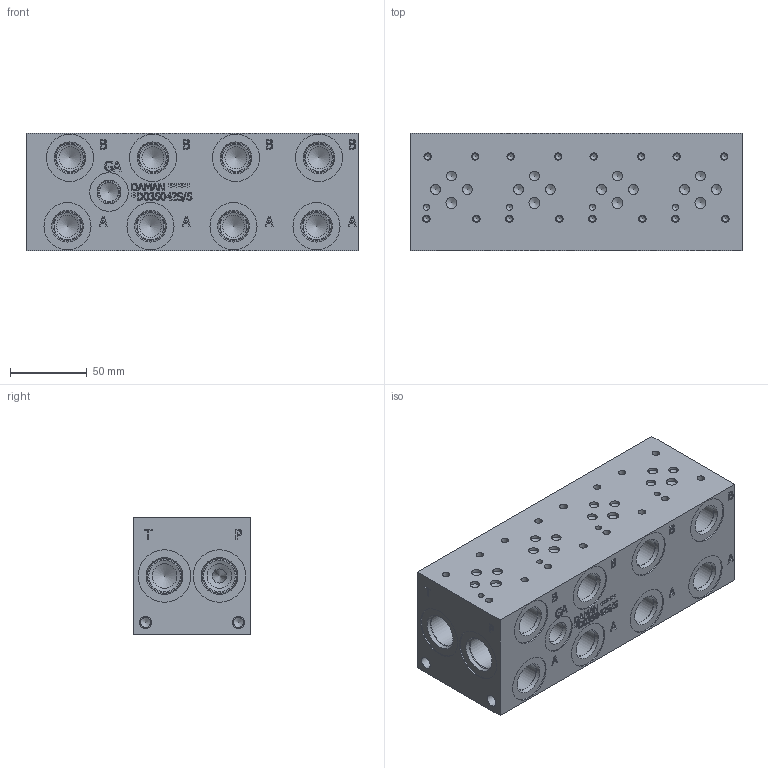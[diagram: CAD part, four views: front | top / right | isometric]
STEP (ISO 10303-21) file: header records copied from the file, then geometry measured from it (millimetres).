
FILE_DESCRIPTION(/* description */ (''),/* implementation_level */ '2;1');
FILE_NAME(/* name */ '_D03S042S_S.stp',/* time_stamp */ '2020-04-15T09:24:22-04:00',/* author */ ('alexanderw'),/* organization */ (''),/* preprocessor_version */ 'ST-DEVELOPER v17',/* originating_system */ 'Autodesk Inventor 2019',/* authorisation */ '');
FILE_SCHEMA (('AUTOMOTIVE_DESIGN { 1 0 10303 214 3 1 1 }'));
Length unit declared in the file: millimetre
Products named in the file (1): Part_AD03S042S~S_3D
Bounding box: 215.9 x 76.2 x 76.2 mm (x, y, z)
Volume: 1135080.4 mm3; surface area: 106694.6 mm2
Topology: 1 solids, 1 shells, 872 faces, 2380 edges, 1615 vertices
Faces by surface type: plane 436, bspline 204, cylinder 134, cone 98
Full cylindrical faces by diameter (mm): 3.785 x16, 3.962 x4, 4.826 x16, 6.35 x12, 6.528 x4, 7.137 x4, 7.925 x4, 12.294 x1, 12.9 x1, 13.487 x1, 14.275 x1, 14.3 x8, 14.529 x1, 15.875 x4, 17.45 x1, 17.501 x8, 18.542 x1, 19.05 x8, 19.253 x8, 19.99 x1, 20.447 x4, 20.625 x1, 21.819 x1, 22.225 x3, 22.23 x1, 22.555 x4, 23.901 x3, 25.019 x1, 30.632 x8, 34.138 x4
Entity records: 29136 total; most frequent: CARTESIAN_POINT 7466, ORIENTED_EDGE 4652, DIRECTION 3751, EDGE_CURVE 2326, VERTEX_POINT 1615, LINE 1423, VECTOR 1423, AXIS2_PLACEMENT_3D 1164
